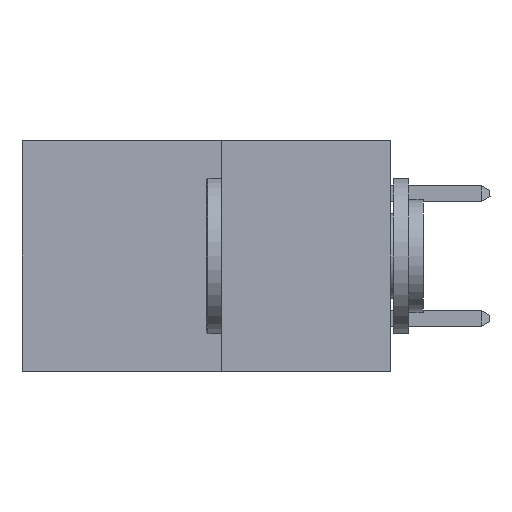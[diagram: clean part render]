
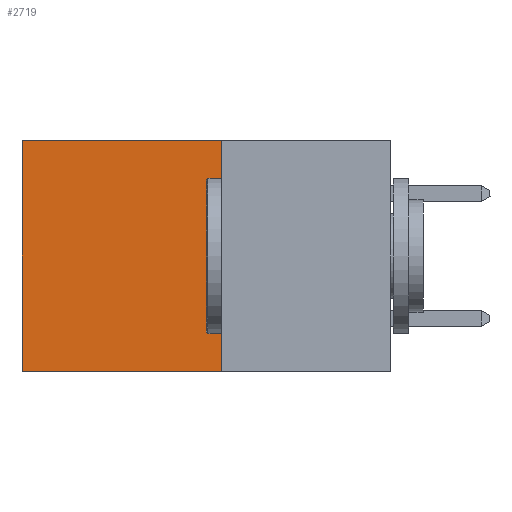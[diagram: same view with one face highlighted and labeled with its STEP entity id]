
A CAD part, left-side view. The second image highlights one B-rep face of the part: STEP entity #2719.
In plain terms, the highlighted planar face has unit normal (-1, 0, 0).
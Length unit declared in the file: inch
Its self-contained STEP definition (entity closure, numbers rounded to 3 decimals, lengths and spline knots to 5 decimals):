
#637 = ORIENTED_EDGE ( 'NONE', *, *, #6363, .T. ) ;
#1373 = LINE ( 'NONE', #3663, #9075 ) ;
#1392 = VERTEX_POINT ( 'NONE', #1634 ) ;
#1634 = CARTESIAN_POINT ( 'NONE',  ( 0.277, 0.27, 0. ) ) ;
#2719 = ADVANCED_FACE ( 'NONE', ( #18106 ), #18143, .F. ) ;
#3632 = EDGE_CURVE ( 'NONE', #1392, #20033, #1373, .T. ) ;
#3663 = CARTESIAN_POINT ( 'NONE',  ( 0.277, 0.27, 0. ) ) ;
#3734 = VECTOR ( 'NONE', #16334, 39.37008 ) ;
#3876 = DIRECTION ( 'NONE',  ( 0., 1., 0. ) ) ;
#4380 = CARTESIAN_POINT ( 'NONE',  ( 0.277, 0.27, -0.37 ) ) ;
#4608 = EDGE_CURVE ( 'NONE', #20003, #10679, #18268, .T. ) ;
#4616 = EDGE_CURVE ( 'NONE', #1392, #20003, #9773, .T. ) ;
#5555 = DIRECTION ( 'NONE',  ( 0., 1., 0. ) ) ;
#6363 = EDGE_CURVE ( 'NONE', #20033, #10679, #20886, .T. ) ;
#6371 = DIRECTION ( 'NONE',  ( 0., 0., -1. ) ) ;
#7475 = AXIS2_PLACEMENT_3D ( 'NONE', #18549, #17693, #19345 ) ;
#9075 = VECTOR ( 'NONE', #3876, 39.37008 ) ;
#9773 = LINE ( 'NONE', #14185, #12927 ) ;
#10679 = VERTEX_POINT ( 'NONE', #10726 ) ;
#10726 = CARTESIAN_POINT ( 'NONE',  ( 0.277, 0.59, -0.37 ) ) ;
#11800 = ORIENTED_EDGE ( 'NONE', *, *, #4616, .F. ) ;
#11839 = CARTESIAN_POINT ( 'NONE',  ( 0.277, 0.27, -0.37 ) ) ;
#12927 = VECTOR ( 'NONE', #6371, 39.37008 ) ;
#13543 = ORIENTED_EDGE ( 'NONE', *, *, #4608, .F. ) ;
#14185 = CARTESIAN_POINT ( 'NONE',  ( 0.277, 0.27, -0.37 ) ) ;
#16334 = DIRECTION ( 'NONE',  ( 0., 0., -1. ) ) ;
#17319 = CARTESIAN_POINT ( 'NONE',  ( 0.277, 0.59, 0. ) ) ;
#17693 = DIRECTION ( 'NONE',  ( 1., 0., 0. ) ) ;
#17772 = VECTOR ( 'NONE', #5555, 39.37008 ) ;
#18106 = FACE_OUTER_BOUND ( 'NONE', #20855, .T. ) ;
#18116 = ORIENTED_EDGE ( 'NONE', *, *, #3632, .T. ) ;
#18143 = PLANE ( 'NONE',  #7475 ) ;
#18268 = LINE ( 'NONE', #11839, #17772 ) ;
#18549 = CARTESIAN_POINT ( 'NONE',  ( 0.277, 0.27, -0.37 ) ) ;
#19345 = DIRECTION ( 'NONE',  ( 0., 0., -1. ) ) ;
#20003 = VERTEX_POINT ( 'NONE', #4380 ) ;
#20033 = VERTEX_POINT ( 'NONE', #17319 ) ;
#20560 = CARTESIAN_POINT ( 'NONE',  ( 0.277, 0.59, -0.37 ) ) ;
#20855 = EDGE_LOOP ( 'NONE', ( #637, #13543, #11800, #18116 ) ) ;
#20886 = LINE ( 'NONE', #20560, #3734 ) ;
